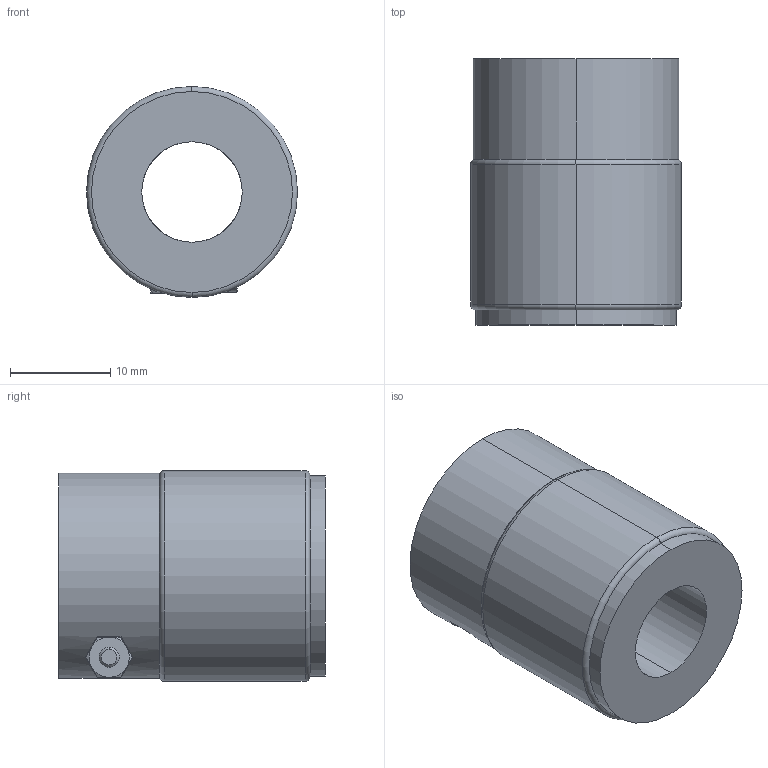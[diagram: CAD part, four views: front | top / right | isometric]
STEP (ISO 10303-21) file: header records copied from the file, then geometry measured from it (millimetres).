
FILE_DESCRIPTION (( 'STEP AP203' ), '1' );
FILE_NAME ('MAG-PM2115C-10U.STEP', '2020-05-14T02:30:18', ( '' ), ( '' ), 'SwSTEP 2.0', 'SolidWorks 2019', '' );
FILE_SCHEMA (( 'CONFIG_CONTROL_DESIGN' ));
Length unit declared in the file: millimetre
Products named in the file (7): MAG-BSC-OD20-ID10-L26-5 磁性環襯套; MAG-RSC-OD20-5-ID12-L10-M2 束緊環; hexagon socket head cap screw_jis_JIS B 1176 M2 x 8 (8) --C; hexagon nut_1_jis_JIS B 1181 Hexagon nut - Class 1 Finished M2 --C; MAG-2115-磁圈; MAG-PM2115C-10U
Assembly tree (6 placements, depth 3):
  MAG-PM2115C-10U
    MAG-BSC-OD20-ID10-L26-5 磁性環襯套
    MAG-2115-磁圈
    MAG-RSC-OD20-5-ID12-L10-M2 束緊環
      MAG-RSC-OD20-5-ID12-L10-M2 束緊環
      hexagon socket head cap screw_jis_JIS B 1176 M2 x 8 (8) --C
      hexagon nut_1_jis_JIS B 1181 Hexagon nut - Class 1 Finished M2 --C
Bounding box: 21 x 26.5 x 21 mm (x, y, z)
Volume: 6676.6 mm3; surface area: 6192.6 mm2
Topology: 5 solids, 5 shells, 108 faces, 252 edges, 157 vertices
Faces by surface type: plane 53, cylinder 33, cone 14, torus 8
Entity records: 3899 total; most frequent: CARTESIAN_POINT 634, DIRECTION 570, ORIENTED_EDGE 500, EDGE_CURVE 250, AXIS2_PLACEMENT_3D 219, VERTEX_POINT 157, VECTOR 132, LINE 132
